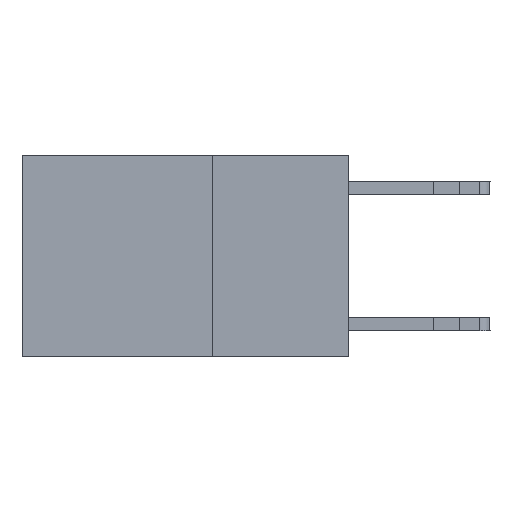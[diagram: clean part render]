
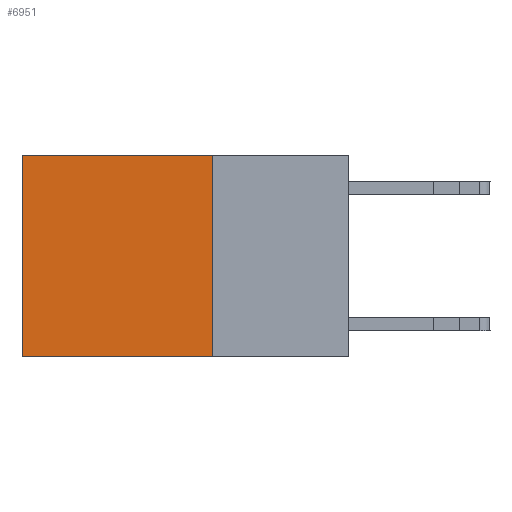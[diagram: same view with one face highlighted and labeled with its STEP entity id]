
A CAD part, left-side view. The second image highlights one B-rep face of the part: STEP entity #6951.
In plain terms, the highlighted planar face has unit normal (-1, 0, 0).
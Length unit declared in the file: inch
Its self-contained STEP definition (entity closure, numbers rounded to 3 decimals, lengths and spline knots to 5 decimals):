
#487 = LINE ( 'NONE', #18000, #1639 ) ;
#1479 = FACE_OUTER_BOUND ( 'NONE', #4986, .T. ) ;
#1639 = VECTOR ( 'NONE', #26971, 39.37008 ) ;
#2771 = CARTESIAN_POINT ( 'NONE',  ( 0.2625, 0.6, -0.37 ) ) ;
#2980 = ORIENTED_EDGE ( 'NONE', *, *, #22901, .T. ) ;
#3312 = VERTEX_POINT ( 'NONE', #2771 ) ;
#3756 = CARTESIAN_POINT ( 'NONE',  ( 0.2625, 0.25, 0. ) ) ;
#4031 = ORIENTED_EDGE ( 'NONE', *, *, #17674, .F. ) ;
#4760 = DIRECTION ( 'NONE',  ( 0., 0., -1. ) ) ;
#4986 = EDGE_LOOP ( 'NONE', ( #2980, #4031, #13485, #14494 ) ) ;
#5587 = LINE ( 'NONE', #16753, #11433 ) ;
#5650 = VERTEX_POINT ( 'NONE', #3756 ) ;
#6785 = CARTESIAN_POINT ( 'NONE',  ( 0.2625, 0.25, 0. ) ) ;
#6843 = VERTEX_POINT ( 'NONE', #23605 ) ;
#6881 = VECTOR ( 'NONE', #8130, 39.37008 ) ;
#6951 = ADVANCED_FACE ( 'NONE', ( #1479 ), #10328, .F. ) ;
#7911 = VERTEX_POINT ( 'NONE', #24504 ) ;
#8130 = DIRECTION ( 'NONE',  ( 0., 0., -1. ) ) ;
#10328 = PLANE ( 'NONE',  #27315 ) ;
#11433 = VECTOR ( 'NONE', #26090, 39.37008 ) ;
#11854 = DIRECTION ( 'NONE',  ( 0., 0., -1. ) ) ;
#12871 = EDGE_CURVE ( 'NONE', #5650, #7911, #15764, .T. ) ;
#13485 = ORIENTED_EDGE ( 'NONE', *, *, #12871, .F. ) ;
#14494 = ORIENTED_EDGE ( 'NONE', *, *, #15701, .T. ) ;
#15701 = EDGE_CURVE ( 'NONE', #5650, #6843, #5587, .T. ) ;
#15764 = LINE ( 'NONE', #21847, #26558 ) ;
#15766 = DIRECTION ( 'NONE',  ( 1., 0., 0. ) ) ;
#16753 = CARTESIAN_POINT ( 'NONE',  ( 0.2625, 0.25, 0. ) ) ;
#17674 = EDGE_CURVE ( 'NONE', #7911, #3312, #487, .T. ) ;
#18000 = CARTESIAN_POINT ( 'NONE',  ( 0.2625, 0.25, -0.37 ) ) ;
#21847 = CARTESIAN_POINT ( 'NONE',  ( 0.2625, 0.25, 0. ) ) ;
#22901 = EDGE_CURVE ( 'NONE', #6843, #3312, #27939, .T. ) ;
#23589 = CARTESIAN_POINT ( 'NONE',  ( 0.2625, 0.6, 0. ) ) ;
#23605 = CARTESIAN_POINT ( 'NONE',  ( 0.2625, 0.6, 0. ) ) ;
#24504 = CARTESIAN_POINT ( 'NONE',  ( 0.2625, 0.25, -0.37 ) ) ;
#26090 = DIRECTION ( 'NONE',  ( 0., 1., 0. ) ) ;
#26558 = VECTOR ( 'NONE', #4760, 39.37008 ) ;
#26971 = DIRECTION ( 'NONE',  ( 0., 1., 0. ) ) ;
#27315 = AXIS2_PLACEMENT_3D ( 'NONE', #6785, #15766, #11854 ) ;
#27939 = LINE ( 'NONE', #23589, #6881 ) ;
